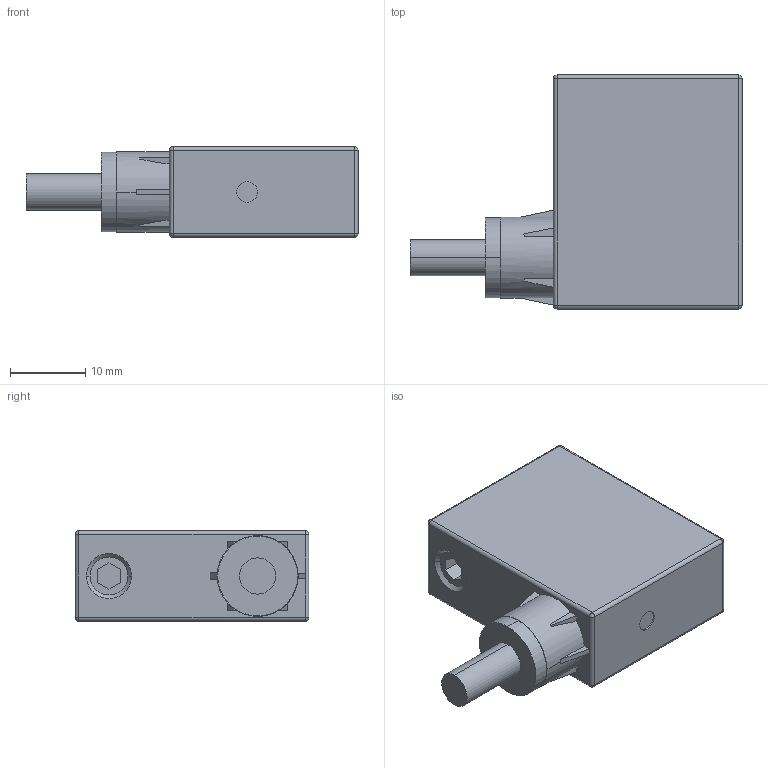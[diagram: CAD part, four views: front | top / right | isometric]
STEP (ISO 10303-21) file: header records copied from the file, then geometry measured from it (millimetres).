
FILE_DESCRIPTION((''),'2;1');
FILE_NAME('DM_CAD-1712A','2016-11-25T',('creinig-se'),(''),'PRO/ENGINEER BY PARAMETRIC TECHNOLOGY CORPORATION, 2015440','PRO/ENGINEER BY PARAMETRIC TECHNOLOGY CORPORATION, 2015440','');
FILE_SCHEMA(('CONFIG_CONTROL_DESIGN'));
Length unit declared in the file: millimetre
Products named in the file (1): DM_CAD-1712A
Bounding box: 44 x 31 x 12 mm (x, y, z)
Volume: 8945 mm3; surface area: 3910.2 mm2
Topology: 1 solids, 1 shells, 82 faces, 266 edges, 218 vertices
Faces by surface type: plane 47, cylinder 23, sphere 8, cone 4
Entity records: 3898 total; most frequent: DIRECTION 494, CARTESIAN_POINT 492, ORIENTED_EDGE 386, PRESENTATION_STYLE_ASSIGNMENT 295, STYLED_ITEM 280, CURVE_STYLE 272, EDGE_CURVE 193, VECTOR 180
